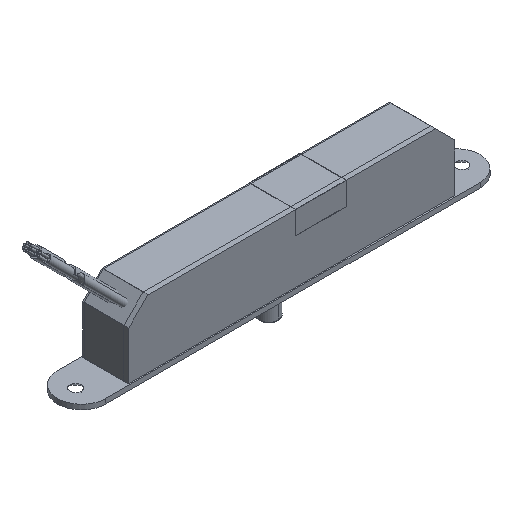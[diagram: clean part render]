
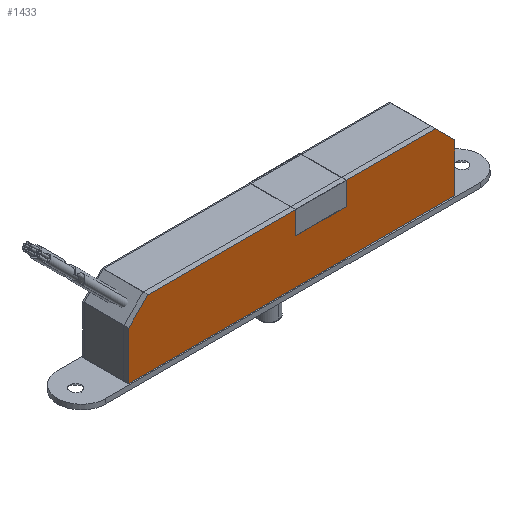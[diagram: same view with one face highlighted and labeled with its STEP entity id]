
A CAD part, isometric view. The second image highlights one B-rep face of the part: STEP entity #1433.
In plain terms, the highlighted planar face has unit normal (0, -1, 0).
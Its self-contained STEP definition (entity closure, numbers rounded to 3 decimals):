
#68 = CARTESIAN_POINT ( 'NONE',  ( 67.5, 0., 14. ) ) ;
#409 = ORIENTED_EDGE ( 'NONE', *, *, #6421, .F. ) ;
#530 = DIRECTION ( 'NONE',  ( -0.707, 0., -0.707 ) ) ;
#700 = DIRECTION ( 'NONE',  ( 0., 0., -1. ) ) ;
#722 = DIRECTION ( 'NONE',  ( 0., 0., -1. ) ) ;
#797 = CARTESIAN_POINT ( 'NONE',  ( -67.5, 0., 6. ) ) ;
#933 = VERTEX_POINT ( 'NONE', #6785 ) ;
#1066 = LINE ( 'NONE', #4579, #2354 ) ;
#1224 = LINE ( 'NONE', #1289, #5944 ) ;
#1289 = CARTESIAN_POINT ( 'NONE',  ( -67.5, 0., 14. ) ) ;
#1324 = LINE ( 'NONE', #5879, #3502 ) ;
#1349 = VERTEX_POINT ( 'NONE', #2126 ) ;
#1416 = AXIS2_PLACEMENT_3D ( 'NONE', #2940, #1789, #722 ) ;
#1433 = ADVANCED_FACE ( 'NONE', ( #7481 ), #3033, .T. ) ;
#1607 = ORIENTED_EDGE ( 'NONE', *, *, #6871, .T. ) ;
#1615 = ORIENTED_EDGE ( 'NONE', *, *, #7260, .F. ) ;
#1789 = DIRECTION ( 'NONE',  ( 0., -1., 0. ) ) ;
#1798 = VERTEX_POINT ( 'NONE', #1905 ) ;
#1905 = CARTESIAN_POINT ( 'NONE',  ( -59.5, 0., 14. ) ) ;
#2052 = VECTOR ( 'NONE', #5571, 1000. ) ;
#2065 = ORIENTED_EDGE ( 'NONE', *, *, #6798, .T. ) ;
#2126 = CARTESIAN_POINT ( 'NONE',  ( 67.5, 0., 6. ) ) ;
#2354 = VECTOR ( 'NONE', #530, 1000. ) ;
#2647 = LINE ( 'NONE', #4151, #6055 ) ;
#2923 = DIRECTION ( 'NONE',  ( -1., 0., 0. ) ) ;
#2940 = CARTESIAN_POINT ( 'NONE',  ( 0., 0., 0. ) ) ;
#2970 = DIRECTION ( 'NONE',  ( 1., 0., 0. ) ) ;
#3033 = PLANE ( 'NONE',  #1416 ) ;
#3107 = DIRECTION ( 'NONE',  ( 0., 0., 1. ) ) ;
#3221 = ORIENTED_EDGE ( 'NONE', *, *, #6627, .F. ) ;
#3502 = VECTOR ( 'NONE', #2923, 1000. ) ;
#3588 = LINE ( 'NONE', #4407, #2052 ) ;
#4151 = CARTESIAN_POINT ( 'NONE',  ( -67.5, 0., 14. ) ) ;
#4220 = LINE ( 'NONE', #68, #7306 ) ;
#4407 = CARTESIAN_POINT ( 'NONE',  ( 36.75, 0., 36.75 ) ) ;
#4579 = CARTESIAN_POINT ( 'NONE',  ( -36.75, 0., 36.75 ) ) ;
#4780 = VERTEX_POINT ( 'NONE', #6950 ) ;
#4802 = ORIENTED_EDGE ( 'NONE', *, *, #6394, .F. ) ;
#4966 = EDGE_LOOP ( 'NONE', ( #409, #1607, #3221, #4802, #1615, #2065 ) ) ;
#5571 = DIRECTION ( 'NONE',  ( -0.707, 0., 0.707 ) ) ;
#5879 = CARTESIAN_POINT ( 'NONE',  ( -67.5, 0., -14. ) ) ;
#5944 = VECTOR ( 'NONE', #3107, 1000. ) ;
#6055 = VECTOR ( 'NONE', #2970, 1000. ) ;
#6394 = EDGE_CURVE ( 'NONE', #933, #4780, #1324, .T. ) ;
#6421 = EDGE_CURVE ( 'NONE', #1798, #7646, #2647, .T. ) ;
#6614 = CARTESIAN_POINT ( 'NONE',  ( 59.5, 0., 14. ) ) ;
#6620 = VERTEX_POINT ( 'NONE', #797 ) ;
#6627 = EDGE_CURVE ( 'NONE', #4780, #6620, #1224, .T. ) ;
#6785 = CARTESIAN_POINT ( 'NONE',  ( 67.5, 0., -14. ) ) ;
#6798 = EDGE_CURVE ( 'NONE', #1349, #7646, #3588, .T. ) ;
#6871 = EDGE_CURVE ( 'NONE', #1798, #6620, #1066, .T. ) ;
#6950 = CARTESIAN_POINT ( 'NONE',  ( -67.5, 0., -14. ) ) ;
#7260 = EDGE_CURVE ( 'NONE', #1349, #933, #4220, .T. ) ;
#7306 = VECTOR ( 'NONE', #700, 1000. ) ;
#7481 = FACE_OUTER_BOUND ( 'NONE', #4966, .T. ) ;
#7646 = VERTEX_POINT ( 'NONE', #6614 ) ;
